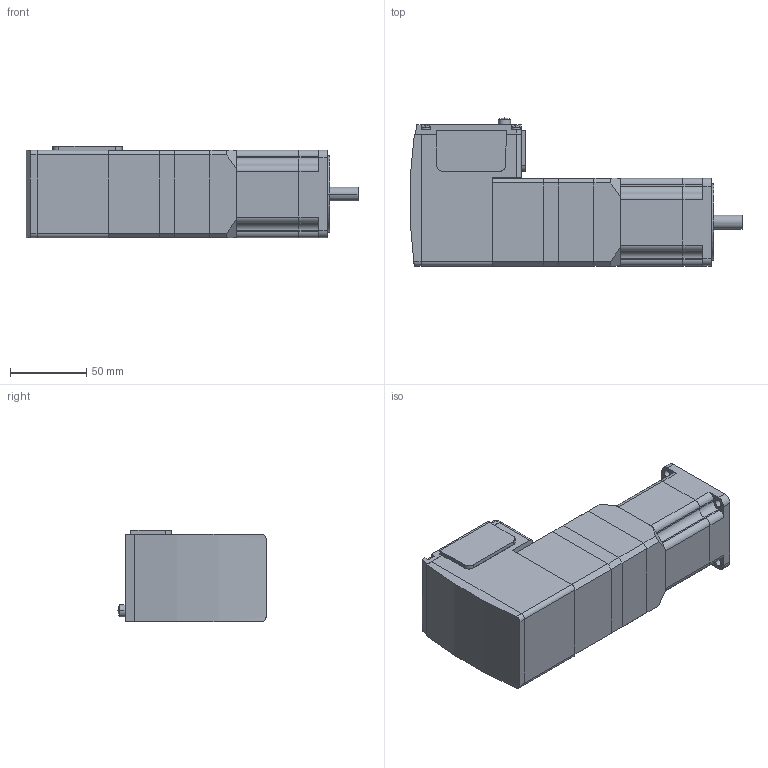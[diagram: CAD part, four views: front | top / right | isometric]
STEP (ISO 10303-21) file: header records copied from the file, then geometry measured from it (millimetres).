
FILE_DESCRIPTION(('STEP AP242'),'1');
FILE_NAME('ila1b572pb2a0.stp','2021-09-29T08:28:04',('TraceParts'),('TraceParts S.A.'),'Spatial InterOp 3D',' ',' ');
FILE_SCHEMA(('AP242_MANAGED_MODEL_BASED_3D_ENGINEERING_MIM_LF {1 0 10303 442 1 1 4}'));
Length unit declared in the file: millimetre
Products named in the file (1): ila1b572pb2a0_1
Bounding box: 217.04 x 96.8 x 59.9 mm (x, y, z)
Volume: 749092.7 mm3; surface area: 124128.7 mm2
Topology: 12 solids, 12 shells, 219 faces, 576 edges, 372 vertices
Faces by surface type: plane 130, cylinder 73, torus 10, cone 6
Entity records: 11440 total; most frequent: CARTESIAN_POINT 1201, DIRECTION 1188, ORIENTED_EDGE 1128, STYLED_ITEM 795, PRESENTATION_STYLE_ASSIGNMENT 795, COLOUR_RGB 795, EDGE_CURVE 564, CURVE_STYLE 564
